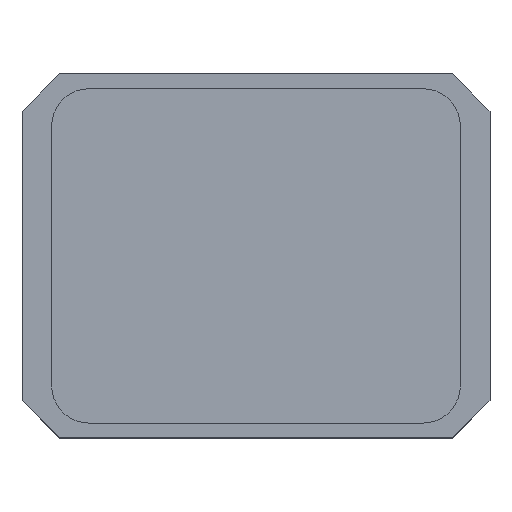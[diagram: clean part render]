
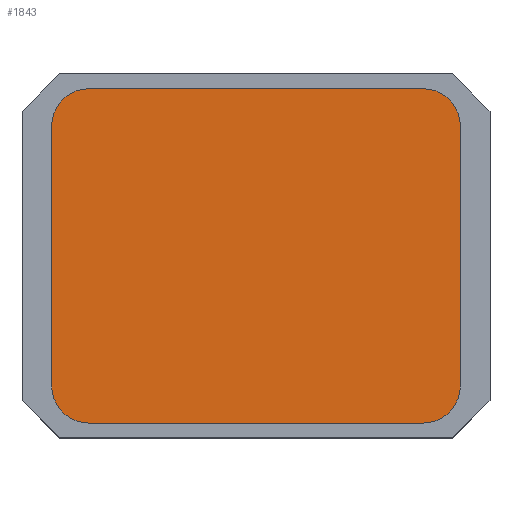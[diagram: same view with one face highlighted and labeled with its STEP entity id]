
A CAD part, top view. The second image highlights one B-rep face of the part: STEP entity #1843.
In plain terms, the highlighted planar face has unit normal (0, 0, 1).
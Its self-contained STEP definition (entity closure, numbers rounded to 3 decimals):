
#19=CIRCLE($,#1959,0.254);
#20=CIRCLE($,#1960,0.254);
#21=CIRCLE($,#1961,0.254);
#22=CIRCLE($,#1962,0.254);
#75=FACE_OUTER_BOUND($,#177,.T.);
#177=EDGE_LOOP($,(#1407,#1408,#1409,#1410,#1411,#1412,#1413,#1414));
#353=LINE($,#2737,#607);
#354=LINE($,#2742,#608);
#355=LINE($,#2746,#609);
#356=LINE($,#2750,#610);
#607=VECTOR($,#2224,2.286);
#608=VECTOR($,#2229,1.778);
#609=VECTOR($,#2232,2.286);
#610=VECTOR($,#2235,1.778);
#821=VERTEX_POINT($,#2730);
#824=VERTEX_POINT($,#2735);
#825=VERTEX_POINT($,#2739);
#826=VERTEX_POINT($,#2741);
#827=VERTEX_POINT($,#2743);
#828=VERTEX_POINT($,#2745);
#829=VERTEX_POINT($,#2747);
#830=VERTEX_POINT($,#2749);
#1033=EDGE_CURVE($,#824,#821,#353,.T.);
#1034=EDGE_CURVE($,#824,#825,#19,.T.);
#1035=EDGE_CURVE($,#826,#825,#354,.T.);
#1036=EDGE_CURVE($,#826,#827,#20,.T.);
#1037=EDGE_CURVE($,#828,#827,#355,.T.);
#1038=EDGE_CURVE($,#828,#829,#21,.T.);
#1039=EDGE_CURVE($,#830,#829,#356,.T.);
#1040=EDGE_CURVE($,#830,#821,#22,.T.);
#1407=ORIENTED_EDGE($,*,*,#1034,.T.);
#1408=ORIENTED_EDGE($,*,*,#1035,.F.);
#1409=ORIENTED_EDGE($,*,*,#1036,.T.);
#1410=ORIENTED_EDGE($,*,*,#1037,.F.);
#1411=ORIENTED_EDGE($,*,*,#1038,.T.);
#1412=ORIENTED_EDGE($,*,*,#1039,.F.);
#1413=ORIENTED_EDGE($,*,*,#1040,.T.);
#1414=ORIENTED_EDGE($,*,*,#1033,.F.);
#1745=PLANE($,#1958);
#1843=ADVANCED_FACE($,(#75),#1745,.T.);
#1958=AXIS2_PLACEMENT_3D($,#2738,#2225,#2226);
#1959=AXIS2_PLACEMENT_3D($,#2740,#2227,#2228);
#1960=AXIS2_PLACEMENT_3D($,#2744,#2230,#2231);
#1961=AXIS2_PLACEMENT_3D($,#2748,#2233,#2234);
#1962=AXIS2_PLACEMENT_3D($,#2751,#2236,#2237);
#2224=DIRECTION($,(-1.,0.,0.));
#2225=DIRECTION('center_axis',(0.,0.,1.));
#2226=DIRECTION('ref_axis',(0.,-1.,0.));
#2227=DIRECTION('center_axis',(0.,0.,1.));
#2228=DIRECTION('ref_axis',(0.,-1.,0.));
#2229=DIRECTION($,(0.,-1.,0.));
#2230=DIRECTION('center_axis',(0.,0.,1.));
#2231=DIRECTION('ref_axis',(0.,-1.,0.));
#2232=DIRECTION($,(1.,0.,0.));
#2233=DIRECTION('center_axis',(0.,0.,1.));
#2234=DIRECTION('ref_axis',(0.,-1.,0.));
#2235=DIRECTION($,(0.,1.,0.));
#2236=DIRECTION('center_axis',(0.,0.,1.));
#2237=DIRECTION('ref_axis',(0.,-1.,0.));
#2730=CARTESIAN_POINT('',(-1.143,-1.143,0.75));
#2735=CARTESIAN_POINT('',(1.143,-1.143,0.75));
#2737=CARTESIAN_POINT($,(-1.6,-1.143,0.75));
#2738=CARTESIAN_POINT('Origin',(-1.6,-1.245,0.75));
#2739=CARTESIAN_POINT('',(1.397,-0.889,0.75));
#2740=CARTESIAN_POINT('Origin',(1.143,-0.889,0.75));
#2741=CARTESIAN_POINT('',(1.397,0.889,0.75));
#2742=CARTESIAN_POINT($,(1.397,-1.245,0.75));
#2743=CARTESIAN_POINT('',(1.143,1.143,0.75));
#2744=CARTESIAN_POINT('Origin',(1.143,0.889,0.75));
#2745=CARTESIAN_POINT('',(-1.143,1.143,0.75));
#2746=CARTESIAN_POINT($,(-1.6,1.143,0.75));
#2747=CARTESIAN_POINT('',(-1.397,0.889,0.75));
#2748=CARTESIAN_POINT('Origin',(-1.143,0.889,0.75));
#2749=CARTESIAN_POINT('',(-1.397,-0.889,0.75));
#2750=CARTESIAN_POINT($,(-1.397,-1.245,0.75));
#2751=CARTESIAN_POINT('Origin',(-1.143,-0.889,0.75));
